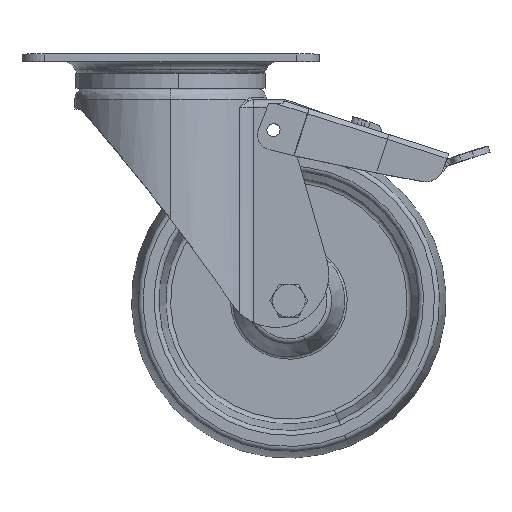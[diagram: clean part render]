
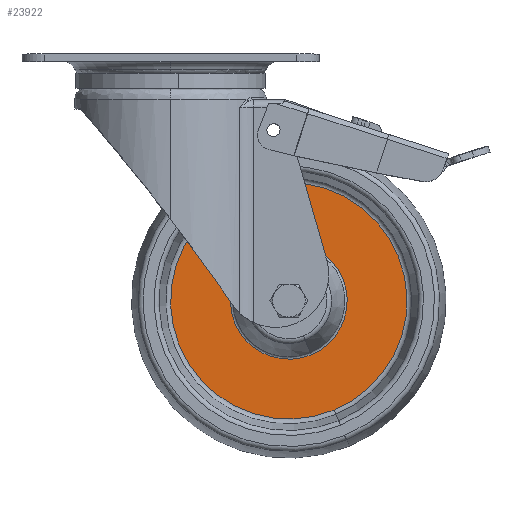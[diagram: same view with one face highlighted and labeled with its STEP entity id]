
A CAD part, top view. The second image highlights one B-rep face of the part: STEP entity #23922.
In plain terms, the highlighted planar face has unit normal (0, 0, 1).
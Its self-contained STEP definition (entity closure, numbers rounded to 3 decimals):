
#348 = DIRECTION ( 'NONE',  ( -0.383, 0.924, 0. ) ) ;
#1579 = CARTESIAN_POINT ( 'NONE',  ( 53.629, -98., 32.208 ) ) ;
#1990 = VERTEX_POINT ( 'NONE', #5527 ) ;
#2332 = AXIS2_PLACEMENT_3D ( 'NONE', #24272, #12270, #348 ) ;
#3581 = DIRECTION ( 'NONE',  ( -0.383, 0.924, 0. ) ) ;
#3629 = EDGE_CURVE ( 'NONE', #9190, #8448, #15778, .T. ) ;
#3872 = FACE_BOUND ( 'NONE', #22084, .T. ) ;
#3909 = CIRCLE ( 'NONE', #19685, 46.967 ) ;
#4348 = ORIENTED_EDGE ( 'NONE', *, *, #21232, .T. ) ;
#4681 = CARTESIAN_POINT ( 'NONE',  ( 53.629, -98., 32.208 ) ) ;
#5527 = CARTESIAN_POINT ( 'NONE',  ( 71.62, -141.385, 32.208 ) ) ;
#6677 = DIRECTION ( 'NONE',  ( -0.383, 0.924, 0. ) ) ;
#7977 = CIRCLE ( 'NONE', #19857, 46.967 ) ;
#8075 = DIRECTION ( 'NONE',  ( 0., 0., 1. ) ) ;
#8187 = ORIENTED_EDGE ( 'NONE', *, *, #3629, .T. ) ;
#8448 = VERTEX_POINT ( 'NONE', #19634 ) ;
#9151 = FACE_OUTER_BOUND ( 'NONE', #15049, .T. ) ;
#9190 = VERTEX_POINT ( 'NONE', #23278 ) ;
#9330 = AXIS2_PLACEMENT_3D ( 'NONE', #1579, #15507, #3581 ) ;
#10829 = CARTESIAN_POINT ( 'NONE',  ( 53.629, -98., 32.208 ) ) ;
#11596 = CIRCLE ( 'NONE', #9330, 23.193 ) ;
#11731 = EDGE_CURVE ( 'NONE', #1990, #14489, #3909, .T. ) ;
#12270 = DIRECTION ( 'NONE',  ( 0., 0., 1. ) ) ;
#12509 = ORIENTED_EDGE ( 'NONE', *, *, #11731, .T. ) ;
#12837 = DIRECTION ( 'NONE',  ( -0.383, 0.924, 0. ) ) ;
#14142 = EDGE_CURVE ( 'NONE', #14489, #1990, #7977, .T. ) ;
#14489 = VERTEX_POINT ( 'NONE', #22745 ) ;
#15049 = EDGE_LOOP ( 'NONE', ( #18159, #12509 ) ) ;
#15507 = DIRECTION ( 'NONE',  ( 0., 0., -1. ) ) ;
#15778 = CIRCLE ( 'NONE', #18708, 23.193 ) ;
#18159 = ORIENTED_EDGE ( 'NONE', *, *, #14142, .T. ) ;
#18640 = DIRECTION ( 'NONE',  ( 0., 0., 1. ) ) ;
#18708 = AXIS2_PLACEMENT_3D ( 'NONE', #10829, #24830, #12837 ) ;
#19634 = CARTESIAN_POINT ( 'NONE',  ( 44.745, -76.576, 32.208 ) ) ;
#19685 = AXIS2_PLACEMENT_3D ( 'NONE', #4681, #18640, #6677 ) ;
#19857 = AXIS2_PLACEMENT_3D ( 'NONE', #20054, #8075, #22096 ) ;
#20054 = CARTESIAN_POINT ( 'NONE',  ( 53.629, -98., 32.208 ) ) ;
#21232 = EDGE_CURVE ( 'NONE', #8448, #9190, #11596, .T. ) ;
#22084 = EDGE_LOOP ( 'NONE', ( #4348, #8187 ) ) ;
#22096 = DIRECTION ( 'NONE',  ( -0.383, 0.924, 0. ) ) ;
#22745 = CARTESIAN_POINT ( 'NONE',  ( 35.638, -54.615, 32.208 ) ) ;
#23278 = CARTESIAN_POINT ( 'NONE',  ( 62.513, -119.424, 32.208 ) ) ;
#23922 = ADVANCED_FACE ( 'NONE', ( #3872, #9151 ), #24190, .T. ) ;
#24190 = PLANE ( 'NONE',  #2332 ) ;
#24272 = CARTESIAN_POINT ( 'NONE',  ( 8.828, -116.578, 32.208 ) ) ;
#24830 = DIRECTION ( 'NONE',  ( 0., 0., -1. ) ) ;
